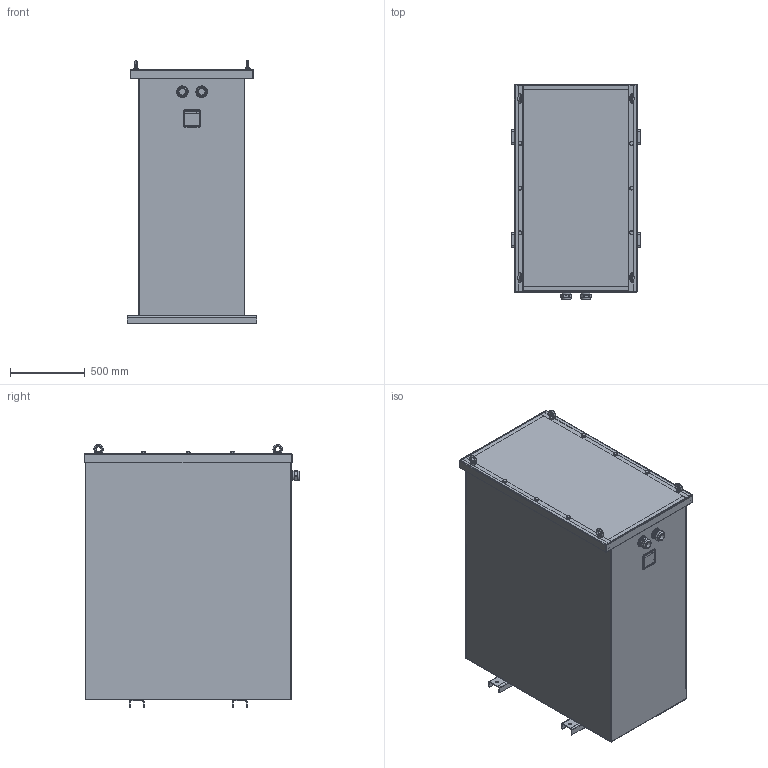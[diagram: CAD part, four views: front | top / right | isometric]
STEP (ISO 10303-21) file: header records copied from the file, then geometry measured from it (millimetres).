
FILE_DESCRIPTION((''),'2;1');
FILE_NAME('CAJ150C54_Nueva.stp','2012-09-14T13:33:54',('ACS'),(''),'Autodesk Inventor 2008','Autodesk Inventor 2008','');
FILE_SCHEMA(('AUTOMOTIVE_DESIGN { 1 0 10303 214 1 1 1 1 }'));
Length unit declared in the file: millimetre
Products named in the file (16): CAJ150C54_Nueva; Base_CAJ150C54_A; Cuerpo_CAJ150C54-(lado prensaestopa)_A; Cuerpo_CAJ150C54; CuerpoTapa_CAJ150C54_A; Apoyo lateral U_RC150; Pie_CAJ150C54; PG48; Etiqueta adhesiva y marco; Tapa marco v6.7; Etiqueta adhesiva completa; Etiqueta adhesiva; Film transparente; Hexagonal-ISO 4017 - M16 x 50DIN EN; DIN 580 M16 x 27; Plana M16
Assembly tree (31 placements, depth 4):
  CAJ150C54_Nueva
    Base_CAJ150C54_A
    Cuerpo_CAJ150C54-(lado prensaestopa)_A
    Cuerpo_CAJ150C54
    CuerpoTapa_CAJ150C54_A
    Apoyo lateral U_RC150  x2
    Pie_CAJ150C54  x2
    PG48  x2
    Etiqueta adhesiva y marco
      Tapa marco v6.7
      Etiqueta adhesiva completa
        Etiqueta adhesiva
        Film transparente
    Hexagonal-ISO 4017 - M16 x 50DIN EN  x6
    DIN 580 M16 x 27  x4
    Plana M16  x6
Bounding box: 870 x 1446.2 x 1762 mm (x, y, z)
Volume: 23134299.6 mm3; surface area: 19970862.6 mm2
Topology: 29 solids, 29 shells, 2895 faces, 7287 edges, 4449 vertices
Faces by surface type: plane 1162, cylinder 762, bspline 687, cone 141, torus 87, sphere 56
Full cylindrical faces by diameter (mm): 3.5 x3, 11 x4, 11.2 x4, 12 x20, 14.8 x4, 16 x10, 16.5 x6, 17 x8, 18 x10, 20 x4, 22.49 x6, 26.5 x6, 45 x2, 53 x2, 53.5 x2, 59.5 x6, 61 x2, 72 x2, 77.5 x2
Entity records: 85711 total; most frequent: CARTESIAN_POINT 26695, ORIENTED_EDGE 12042, DIRECTION 11097, EDGE_CURVE 6021, AXIS2_PLACEMENT_3D 3890, VERTEX_POINT 3750, VECTOR 3317, LINE 3317
